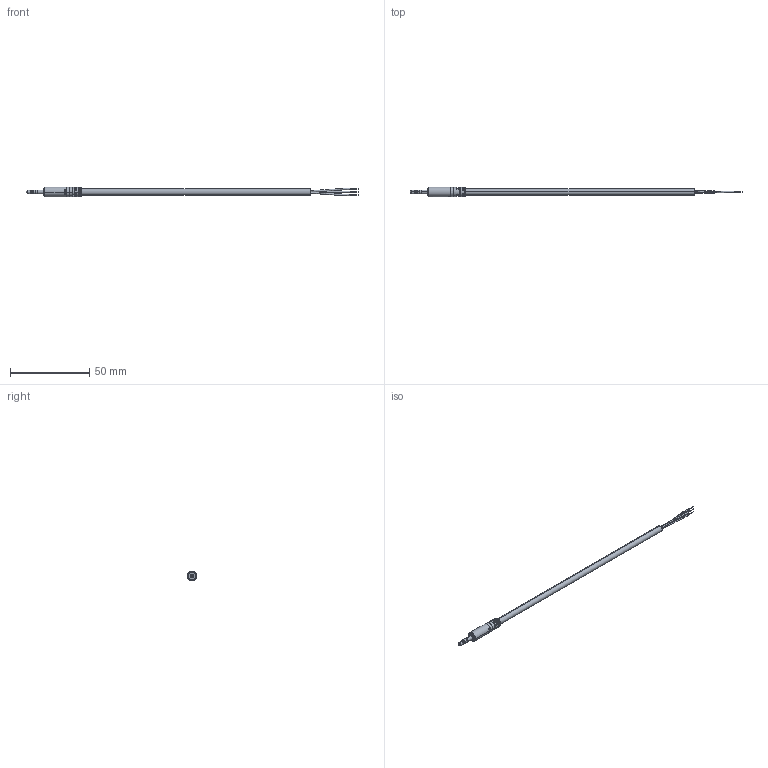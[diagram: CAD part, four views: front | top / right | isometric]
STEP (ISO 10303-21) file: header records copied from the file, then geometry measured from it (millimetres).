
FILE_DESCRIPTION (( 'STEP AP203' ), '1' );
FILE_NAME ('10-00342_revA6.STEP', '2016-10-28T21:15:08', ( '' ), ( '' ), 'SwSTEP 2.0', 'SolidWorks 2015', '' );
FILE_SCHEMA (( 'CONFIG_CONTROL_DESIGN' ));
Length unit declared in the file: millimetre
Products named in the file (4): 24-00028; 50-00400; 30-00179_no heat shrink, no shield; 10-00342_revA6
Assembly tree (3 placements, depth 2):
  10-00342_revA6
    30-00179_no heat shrink, no shield
    24-00028
    50-00400
Bounding box: 209.4 x 6.1 x 6.1 mm (x, y, z)
Volume: 2448.3 mm3; surface area: 16424.7 mm2
Topology: 98 solids, 98 shells, 691 faces, 1442 edges, 963 vertices
Faces by surface type: cylinder 379, plane 258, bspline 38, cone 10, torus 6
Entity records: 20850 total; most frequent: CARTESIAN_POINT 5062, DIRECTION 3450, ORIENTED_EDGE 2884, AXIS2_PLACEMENT_3D 1491, EDGE_CURVE 1442, VERTEX_POINT 963, EDGE_LOOP 849, CIRCLE 832
